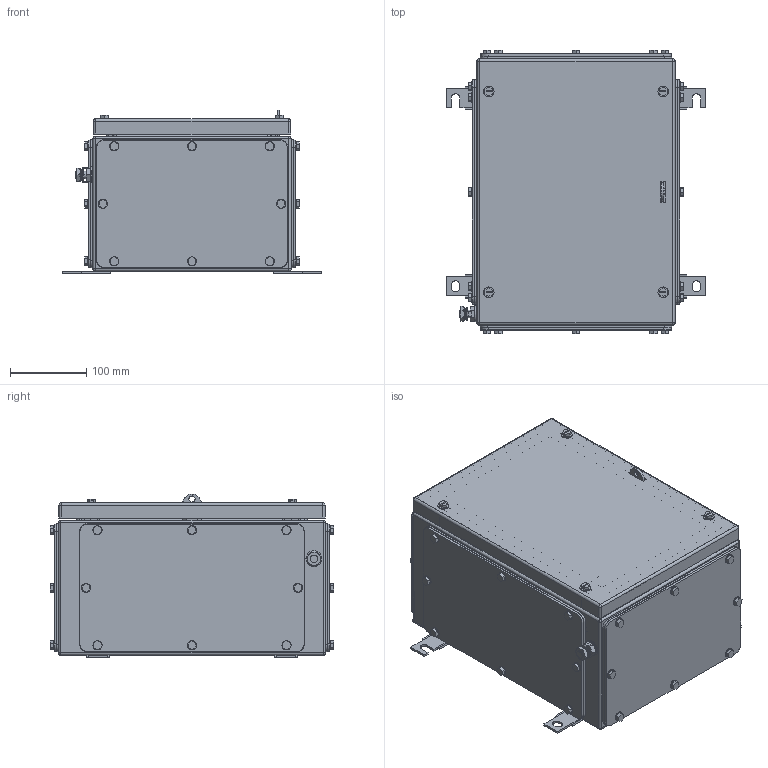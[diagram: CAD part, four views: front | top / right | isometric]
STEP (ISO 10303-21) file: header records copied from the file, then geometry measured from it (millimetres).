
FILE_DESCRIPTION(('CATIA V5 STEP Exchange','CAx-IF Rec.Pracs.--- Model Styling and Organization---1.4--- 2014-01-23'),'2;1');
FILE_NAME ('008528-7_4_1194890000_1194890000.stp','2019-09-20T09:20:26+00:00',('none'),('Weidmueller'),'CATIA Version 5-6 Release 2016 SP3 HF44','CATIA V5 STEP AP214','none');
FILE_SCHEMA(('AUTOMOTIVE_DESIGN { 1 0 10303 214 1 1 1 1 }'));
Products named in the file (1): 1194890000
Bounding box: 341 x 372 x 215 mm (x, y, z)
Volume: 1382030 mm3; surface area: 1323172.3 mm2
Topology: 106 solids, 106 shells, 2346 faces, 5520 edges, 3492 vertices
Faces by surface type: plane 1055, cylinder 1033, cone 212, sphere 24, torus 22
Entity records: 64559 total; most frequent: CARTESIAN_POINT 13862, ORIENTED_EDGE 10848, DIRECTION 8495, EDGE_CURVE 5424, AXIS2_PLACEMENT_3D 3619, VERTEX_POINT 3492, VECTOR 3160, LINE 3160
